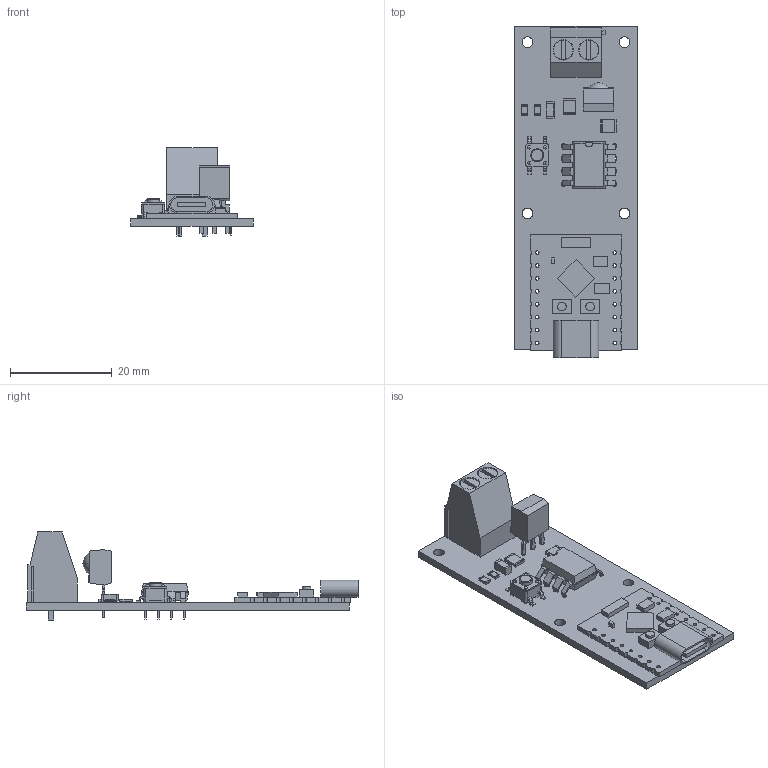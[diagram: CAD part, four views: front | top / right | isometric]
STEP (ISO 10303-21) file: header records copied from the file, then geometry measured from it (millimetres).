
FILE_DESCRIPTION(('KiCad electronic assembly'),'2;1');
FILE_NAME('SMHome-2l-guirlande.step','2026-01-05T19:46:33',('Pcbnew'),( 'Kicad'),'Open CASCADE STEP processor 7.8','KiCad to STEP converter' ,'Unknown');
FILE_SCHEMA(('AUTOMOTIVE_DESIGN { 1 0 10303 214 1 1 1 1 }'));
Length unit declared in the file: millimetre
Products named in the file (10): SMHome-2l-guirlande 1; DIP-8_W10.16mm; R_0805_2012Metric; R_1210_3225Metric; SW_SPST_TL3305A; TerminalBlock_Phoenix_MKDS-1,5-2_1x02_P5.00mm_Horizontal; C_1206_3216Metric; esp32c3supermini-color; Vishay_MOLD-3Pin; SMHome-2l-guirlande_PCB
Assembly tree (11 placements, depth 2):
  SMHome-2l-guirlande 1
    DIP-8_W10.16mm
    R_0805_2012Metric  x2
    R_1210_3225Metric  x2
    SW_SPST_TL3305A
    TerminalBlock_Phoenix_MKDS-1,5-2_1x02_P5.00mm_Horizontal
    C_1206_3216Metric
    esp32c3supermini-color
    Vishay_MOLD-3Pin
    SMHome-2l-guirlande_PCB
Bounding box: 24.1 x 65.24 x 17.3 mm (x, y, z)
Volume: 4303.4 mm3; surface area: 6916.8 mm2
Topology: 11 solids, 11 shells, 691 faces, 1826 edges, 1181 vertices
Faces by surface type: plane 502, cylinder 154, bspline 28, revolution 4, sphere 2, torus 1
Full cylindrical faces by diameter (mm): 0.65 x4, 0.7 x16, 0.8 x8, 0.85 x16, 0.9 x3, 1.3 x2, 1.7 x2, 2.1 x4, 2.5 x1, 2.6 x1, 3.8 x2, 4 x2
Entity records: 24131 total; most frequent: CARTESIAN_POINT 3870, ORIENTED_EDGE 3380, DIRECTION 3224, EDGE_CURVE 1690, LINE 1344, VECTOR 1344, VERTEX_POINT 1093, AXIS2_PLACEMENT_3D 938
